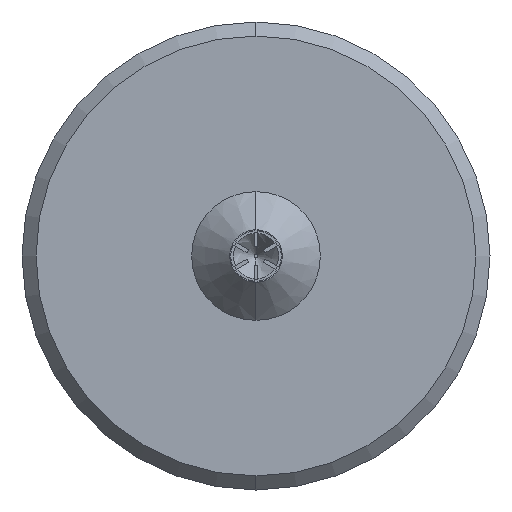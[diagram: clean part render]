
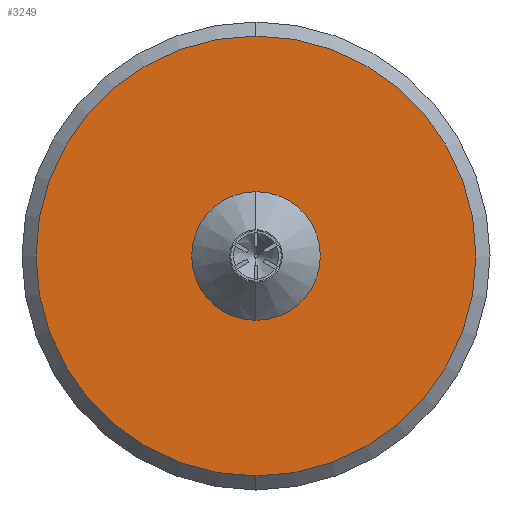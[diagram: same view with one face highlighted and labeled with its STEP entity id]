
A CAD part, left-side view. The second image highlights one B-rep face of the part: STEP entity #3249.
In plain terms, the highlighted planar face has unit normal (-1, 0, 0).
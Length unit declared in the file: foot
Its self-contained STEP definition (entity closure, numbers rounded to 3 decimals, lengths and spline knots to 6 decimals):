
#265 = VERTEX_POINT ( 'NONE', #2977 ) ;
#275 = CARTESIAN_POINT ( 'NONE',  ( -0.073796, 0., 0. ) ) ;
#387 = CARTESIAN_POINT ( 'NONE',  ( -0.073796, 0., 0. ) ) ;
#662 = AXIS2_PLACEMENT_3D ( 'NONE', #1028, #2094, #5133 ) ;
#925 = EDGE_CURVE ( 'NONE', #265, #3347, #4060, .T. ) ;
#1028 = CARTESIAN_POINT ( 'NONE',  ( -0.073796, -0.011458, 0. ) ) ;
#1140 = DIRECTION ( 'NONE',  ( 1., 0., 0. ) ) ;
#1262 = ORIENTED_EDGE ( 'NONE', *, *, #1313, .F. ) ;
#1313 = EDGE_CURVE ( 'NONE', #3317, #2259, #3103, .T. ) ;
#1329 = DIRECTION ( 'NONE',  ( 0., 0., -1. ) ) ;
#1606 = CIRCLE ( 'NONE', #6183, 0.039167 ) ;
#1707 = CIRCLE ( 'NONE', #4357, 0.011458 ) ;
#1939 = DIRECTION ( 'NONE',  ( 1., 0., 0. ) ) ;
#2029 = FACE_BOUND ( 'NONE', #3054, .T. ) ;
#2094 = DIRECTION ( 'NONE',  ( 1., 0., 0. ) ) ;
#2259 = VERTEX_POINT ( 'NONE', #2316 ) ;
#2316 = CARTESIAN_POINT ( 'NONE',  ( -0.073796, 0., -0.039167 ) ) ;
#2321 = DIRECTION ( 'NONE',  ( 1., 0., 0. ) ) ;
#2414 = CARTESIAN_POINT ( 'NONE',  ( -0.073796, 0., 0.039167 ) ) ;
#2652 = EDGE_LOOP ( 'NONE', ( #4599, #1262 ) ) ;
#2788 = ORIENTED_EDGE ( 'NONE', *, *, #925, .T. ) ;
#2883 = DIRECTION ( 'NONE',  ( 1., 0., 0. ) ) ;
#2977 = CARTESIAN_POINT ( 'NONE',  ( -0.073796, 0., -0.011458 ) ) ;
#3054 = EDGE_LOOP ( 'NONE', ( #2788, #3479 ) ) ;
#3103 = CIRCLE ( 'NONE', #3526, 0.039167 ) ;
#3119 = PLANE ( 'NONE',  #662 ) ;
#3249 = ADVANCED_FACE ( 'NONE', ( #2029, #6568 ), #3119, .F. ) ;
#3317 = VERTEX_POINT ( 'NONE', #2414 ) ;
#3347 = VERTEX_POINT ( 'NONE', #5042 ) ;
#3452 = DIRECTION ( 'NONE',  ( 0., 0., -1. ) ) ;
#3479 = ORIENTED_EDGE ( 'NONE', *, *, #6028, .T. ) ;
#3526 = AXIS2_PLACEMENT_3D ( 'NONE', #3654, #1140, #4737 ) ;
#3654 = CARTESIAN_POINT ( 'NONE',  ( -0.073796, 0., 0. ) ) ;
#3873 = DIRECTION ( 'NONE',  ( 0., 0., -1. ) ) ;
#4023 = EDGE_CURVE ( 'NONE', #2259, #3317, #1606, .T. ) ;
#4060 = CIRCLE ( 'NONE', #5029, 0.011458 ) ;
#4357 = AXIS2_PLACEMENT_3D ( 'NONE', #275, #2321, #1329 ) ;
#4437 = CARTESIAN_POINT ( 'NONE',  ( -0.073796, 0., 0. ) ) ;
#4599 = ORIENTED_EDGE ( 'NONE', *, *, #4023, .F. ) ;
#4737 = DIRECTION ( 'NONE',  ( 0., 0., -1. ) ) ;
#5029 = AXIS2_PLACEMENT_3D ( 'NONE', #4437, #2883, #3873 ) ;
#5042 = CARTESIAN_POINT ( 'NONE',  ( -0.073796, 0., 0.011458 ) ) ;
#5133 = DIRECTION ( 'NONE',  ( 0., 0., 1. ) ) ;
#6028 = EDGE_CURVE ( 'NONE', #3347, #265, #1707, .T. ) ;
#6183 = AXIS2_PLACEMENT_3D ( 'NONE', #387, #1939, #3452 ) ;
#6568 = FACE_OUTER_BOUND ( 'NONE', #2652, .T. ) ;
